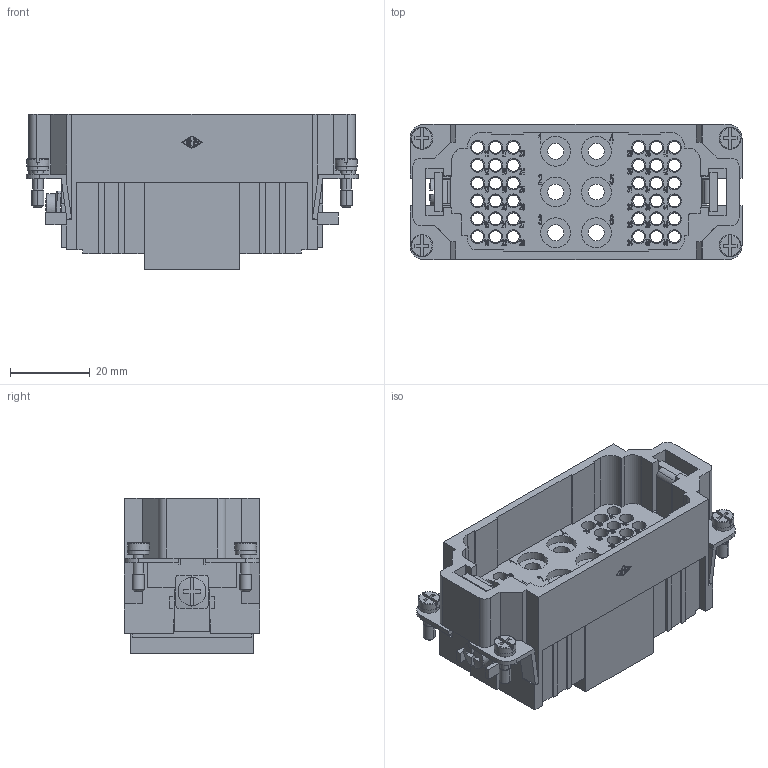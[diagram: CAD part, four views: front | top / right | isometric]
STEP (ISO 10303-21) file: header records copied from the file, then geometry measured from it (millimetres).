
FILE_DESCRIPTION((''),'2;1');
FILE_NAME('CXM 6_36.stp','2006-10-25T14:55:58',('gembarski'),(''),'Autodesk Inventor 7','Autodesk Inventor 7','');
FILE_SCHEMA(('AUTOMOTIVE_DESIGN { 1 0 10303 214 1 1 1 1 }'));
Length unit declared in the file: millimetre
Products named in the file (1): CXM 6_36
Bounding box: 83.5 x 34 x 39 mm (x, y, z)
Volume: 42810.1 mm3; surface area: 29701.9 mm2
Topology: 1 solids, 1 shells, 3006 faces, 8122 edges, 5395 vertices
Faces by surface type: bspline 1518, plane 1322, cylinder 150, torus 8, cone 4, sphere 4
Entity records: 102254 total; most frequent: CARTESIAN_POINT 35306, ORIENTED_EDGE 16248, DIRECTION 9255, EDGE_CURVE 8124, VERTEX_POINT 5395, VECTOR 4987, LINE 4987, EDGE_LOOP 3391
